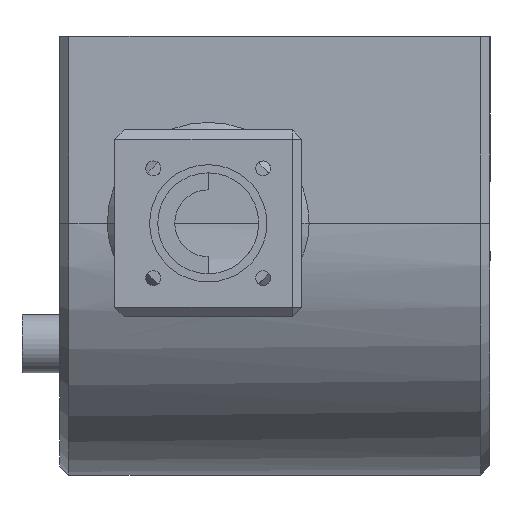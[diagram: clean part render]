
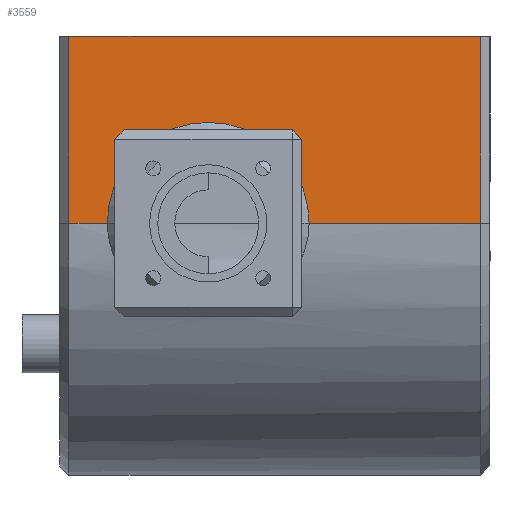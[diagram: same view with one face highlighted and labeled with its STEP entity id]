
A CAD part, left-side view. The second image highlights one B-rep face of the part: STEP entity #3559.
In plain terms, the highlighted planar face has unit normal (-1, 0, 0).
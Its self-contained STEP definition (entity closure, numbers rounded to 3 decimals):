
#49 = ORIENTED_EDGE ( 'NONE', *, *, #4949, .T. ) ;
#111 = PLANE ( 'NONE',  #1051 ) ;
#175 = CARTESIAN_POINT ( 'NONE',  ( -67.5, 0., 50. ) ) ;
#183 = ORIENTED_EDGE ( 'NONE', *, *, #557, .T. ) ;
#187 = VERTEX_POINT ( 'NONE', #3811 ) ;
#382 = EDGE_CURVE ( 'NONE', #2675, #2401, #4705, .T. ) ;
#494 = CARTESIAN_POINT ( 'NONE',  ( -67.5, 82.415, 0. ) ) ;
#508 = VECTOR ( 'NONE', #4100, 1000. ) ;
#557 = EDGE_CURVE ( 'NONE', #1637, #187, #3162, .T. ) ;
#568 = CARTESIAN_POINT ( 'NONE',  ( -67.5, -17.5, 50. ) ) ;
#577 = VERTEX_POINT ( 'NONE', #963 ) ;
#632 = FACE_OUTER_BOUND ( 'NONE', #3677, .T. ) ;
#824 = DIRECTION ( 'NONE',  ( 0., -1., 0. ) ) ;
#963 = CARTESIAN_POINT ( 'NONE',  ( -67.5, 92.699, 50. ) ) ;
#1051 = AXIS2_PLACEMENT_3D ( 'NONE', #175, #1356, #1819 ) ;
#1145 = CARTESIAN_POINT ( 'NONE',  ( -67.5, 28.415, 0. ) ) ;
#1355 = DIRECTION ( 'NONE',  ( 0., 0., 1. ) ) ;
#1356 = DIRECTION ( 'NONE',  ( 1., 0., 0. ) ) ;
#1532 = DIRECTION ( 'NONE',  ( 1., 0., 0. ) ) ;
#1552 = EDGE_CURVE ( 'NONE', #577, #2675, #4475, .T. ) ;
#1637 = VERTEX_POINT ( 'NONE', #3396 ) ;
#1676 = VECTOR ( 'NONE', #824, 1000. ) ;
#1693 = VERTEX_POINT ( 'NONE', #1145 ) ;
#1819 = DIRECTION ( 'NONE',  ( 0., 1., 0. ) ) ;
#1824 = DIRECTION ( 'NONE',  ( 0., -1., 0. ) ) ;
#1961 = CARTESIAN_POINT ( 'NONE',  ( -67.5, 55.415, 0. ) ) ;
#2294 = VECTOR ( 'NONE', #2304, 1000. ) ;
#2304 = DIRECTION ( 'NONE',  ( 0., 0., -1. ) ) ;
#2401 = VERTEX_POINT ( 'NONE', #494 ) ;
#2675 = VERTEX_POINT ( 'NONE', #3694 ) ;
#2754 = LINE ( 'NONE', #3540, #4779 ) ;
#2906 = ORIENTED_EDGE ( 'NONE', *, *, #3932, .T. ) ;
#2953 = EDGE_CURVE ( 'NONE', #577, #187, #2754, .T. ) ;
#3162 = LINE ( 'NONE', #568, #3202 ) ;
#3202 = VECTOR ( 'NONE', #1355, 1000. ) ;
#3275 = DIRECTION ( 'NONE',  ( 0., 1., 0. ) ) ;
#3316 = ORIENTED_EDGE ( 'NONE', *, *, #1552, .T. ) ;
#3396 = CARTESIAN_POINT ( 'NONE',  ( -67.5, -17.5, 0. ) ) ;
#3540 = CARTESIAN_POINT ( 'NONE',  ( -67.5, 0., 50. ) ) ;
#3559 = ADVANCED_FACE ( 'NONE', ( #632 ), #111, .F. ) ;
#3673 = CARTESIAN_POINT ( 'NONE',  ( -67.5, 0., 0. ) ) ;
#3677 = EDGE_LOOP ( 'NONE', ( #3792, #2906, #49, #183, #4977, #3316 ) ) ;
#3694 = CARTESIAN_POINT ( 'NONE',  ( -67.5, 92.699, 0. ) ) ;
#3792 = ORIENTED_EDGE ( 'NONE', *, *, #382, .T. ) ;
#3811 = CARTESIAN_POINT ( 'NONE',  ( -67.5, -17.5, 50. ) ) ;
#3932 = EDGE_CURVE ( 'NONE', #2401, #1693, #4885, .T. ) ;
#3970 = AXIS2_PLACEMENT_3D ( 'NONE', #1961, #1532, #3275 ) ;
#4100 = DIRECTION ( 'NONE',  ( 0., -1., 0. ) ) ;
#4475 = LINE ( 'NONE', #4998, #2294 ) ;
#4705 = LINE ( 'NONE', #5123, #1676 ) ;
#4779 = VECTOR ( 'NONE', #1824, 1000. ) ;
#4885 = CIRCLE ( 'NONE', #3970, 27. ) ;
#4949 = EDGE_CURVE ( 'NONE', #1693, #1637, #4982, .T. ) ;
#4977 = ORIENTED_EDGE ( 'NONE', *, *, #2953, .F. ) ;
#4982 = LINE ( 'NONE', #3673, #508 ) ;
#4998 = CARTESIAN_POINT ( 'NONE',  ( -67.5, 92.699, 0. ) ) ;
#5123 = CARTESIAN_POINT ( 'NONE',  ( -67.5, 0., 0. ) ) ;
